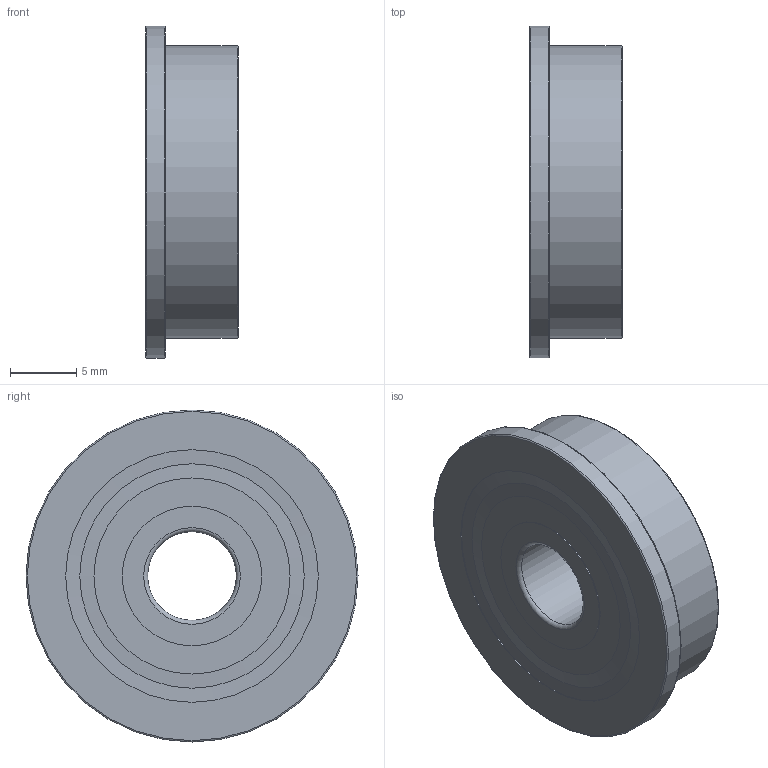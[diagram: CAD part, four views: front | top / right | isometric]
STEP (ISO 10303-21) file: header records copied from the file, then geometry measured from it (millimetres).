
FILE_DESCRIPTION( ( 'STEP AP214' ), '1' );
FILE_NAME( 'W 608 R-2Z.stp', '2019-11-20T08:07:03', ( '' ), ( '' ), ' ', 'PARTsolutions', ' ' );
FILE_SCHEMA( ( 'AUTOMOTIVE_DESIGN { 1 0 10303 214 1 1 1 1 }' ) );
Length unit declared in the file: millimetre
Products named in the file (5): W 608 R-2Z; _W 608 R-2Z_PART1; _W 608 R-2Z_PART2; _W 608 R-2Z_PART3; _W 608 R-2Z_PART4
Assembly tree (16 placements, depth 2):
  W 608 R-2Z
    _W 608 R-2Z_PART1
    _W 608 R-2Z_PART2
    _W 608 R-2Z_PART3  x7
    _W 608 R-2Z_PART4  x7
Bounding box: 7 x 25 x 25 mm (x, y, z)
Volume: 1707.8 mm3; surface area: 3029 mm2
Topology: 9 solids, 9 shells, 50 faces, 98 edges, 66 vertices
Faces by surface type: cylinder 13, plane 11, torus 11, cone 8, sphere 7
Full cylindrical faces by diameter (mm): 6.68 x1, 10.5 x2, 11.1 x2, 17.66 x2, 19.03 x4, 22 x1, 25 x1
Entity records: 1432 total; most frequent: DIRECTION 208, CARTESIAN_POINT 151, AXIS2_PLACEMENT_3D 104, EDGE_LOOP 86, ORIENTED_EDGE 86, FACE_OUTER_BOUND 67, VERTEX_POINT 46, STYLED_ITEM 44
